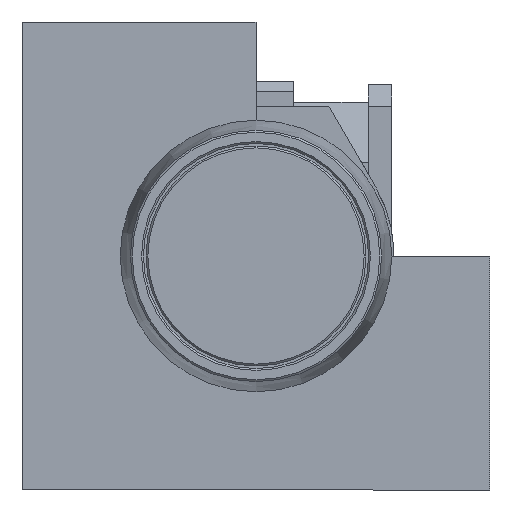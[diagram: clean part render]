
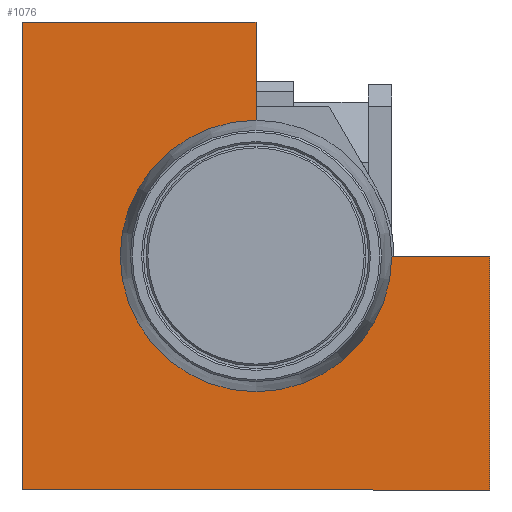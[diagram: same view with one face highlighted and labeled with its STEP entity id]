
A CAD part, front view. The second image highlights one B-rep face of the part: STEP entity #1076.
In plain terms, the highlighted planar face has unit normal (0, -1, 0).
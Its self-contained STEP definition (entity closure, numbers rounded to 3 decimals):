
#1076 = ADVANCED_FACE( '', ( #2019 ), #2020, .T. );
#2019 = FACE_OUTER_BOUND( '', #3049, .T. );
#2020 = PLANE( '', #3050 );
#3049 = EDGE_LOOP( '', ( #5260, #5261, #5262, #5263, #5264, #5265, #5266 ) );
#3050 = AXIS2_PLACEMENT_3D( '', #5267, #5268, #5269 );
#5260 = ORIENTED_EDGE( '', *, *, #6383, .T. );
#5261 = ORIENTED_EDGE( '', *, *, #6775, .T. );
#5262 = ORIENTED_EDGE( '', *, *, #6626, .T. );
#5263 = ORIENTED_EDGE( '', *, *, #6420, .T. );
#5264 = ORIENTED_EDGE( '', *, *, #6245, .T. );
#5265 = ORIENTED_EDGE( '', *, *, #6321, .T. );
#5266 = ORIENTED_EDGE( '', *, *, #6018, .T. );
#5267 = CARTESIAN_POINT( '', ( -25., -3., -25. ) );
#5268 = DIRECTION( '', ( 0., -1., 0. ) );
#5269 = DIRECTION( '', ( 0., 0., -1. ) );
#6018 = EDGE_CURVE( '', #7881, #7879, #7882, .T. );
#6245 = EDGE_CURVE( '', #8272, #8274, #8276, .T. );
#6321 = EDGE_CURVE( '', #8274, #7881, #8396, .T. );
#6383 = EDGE_CURVE( '', #7879, #8500, #8502, .T. );
#6420 = EDGE_CURVE( '', #8558, #8272, #8559, .T. );
#6626 = EDGE_CURVE( '', #8853, #8558, #8854, .T. );
#6775 = EDGE_CURVE( '', #8500, #8853, #9046, .T. );
#7879 = VERTEX_POINT( '', #9487 );
#7881 = VERTEX_POINT( '', #9490 );
#7882 = LINE( '', #9491, #9492 );
#8272 = VERTEX_POINT( '', #10043 );
#8274 = VERTEX_POINT( '', #10046 );
#8276 = LINE( '', #10049, #10050 );
#8396 = LINE( '', #10221, #10222 );
#8500 = VERTEX_POINT( '', #10361 );
#8502 = LINE( '', #10364, #10365 );
#8558 = VERTEX_POINT( '', #10441 );
#8559 = LINE( '', #10442, #10443 );
#8853 = VERTEX_POINT( '', #10860 );
#8854 = CIRCLE( '', #10861, 11.25 );
#9046 = LINE( '', #11133, #11134 );
#9487 = CARTESIAN_POINT( '', ( -25., -3., 25. ) );
#9490 = CARTESIAN_POINT( '', ( 25., -3., 25. ) );
#9491 = CARTESIAN_POINT( '', ( 25., -3., 25. ) );
#9492 = VECTOR( '', #11817, 1000. );
#10043 = CARTESIAN_POINT( '', ( 0., -3., -25. ) );
#10046 = CARTESIAN_POINT( '', ( 25., -3., -25. ) );
#10049 = CARTESIAN_POINT( '', ( -25., -3., -25. ) );
#10050 = VECTOR( '', #12044, 1000. );
#10221 = CARTESIAN_POINT( '', ( 25., -3., -25. ) );
#10222 = VECTOR( '', #12114, 1000. );
#10361 = CARTESIAN_POINT( '', ( -25., -3., 0. ) );
#10364 = CARTESIAN_POINT( '', ( -25., -3., 25. ) );
#10365 = VECTOR( '', #12187, 1000. );
#10441 = CARTESIAN_POINT( '', ( 0., -3., -11.25 ) );
#10442 = CARTESIAN_POINT( '', ( 0., -3., 0. ) );
#10443 = VECTOR( '', #12226, 1000. );
#10860 = CARTESIAN_POINT( '', ( -11.25, -3., 0. ) );
#10861 = AXIS2_PLACEMENT_3D( '', #12419, #12420, #12421 );
#11133 = CARTESIAN_POINT( '', ( 0., -3., 0. ) );
#11134 = VECTOR( '', #12544, 1000. );
#11817 = DIRECTION( '', ( -1., 0., 0. ) );
#12044 = DIRECTION( '', ( 1., 0., 0. ) );
#12114 = DIRECTION( '', ( 0., 0., 1. ) );
#12187 = DIRECTION( '', ( 0., 0., -1. ) );
#12226 = DIRECTION( '', ( 0., 0., -1. ) );
#12419 = CARTESIAN_POINT( '', ( 0., -3., 0. ) );
#12420 = DIRECTION( '', ( 0., 1., 0. ) );
#12421 = DIRECTION( '', ( 1., 0., 0. ) );
#12544 = DIRECTION( '', ( 1., 0., 0. ) );
